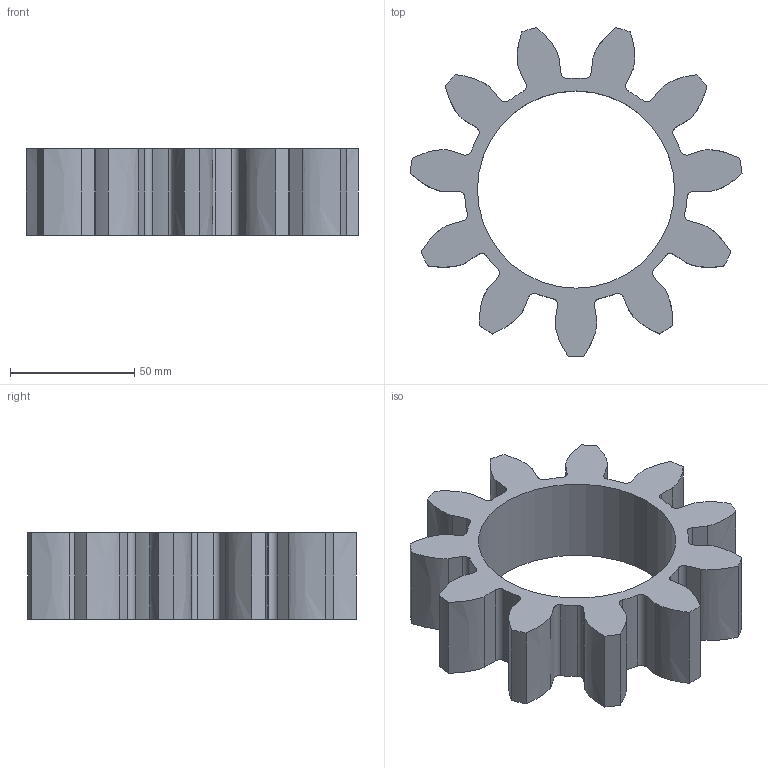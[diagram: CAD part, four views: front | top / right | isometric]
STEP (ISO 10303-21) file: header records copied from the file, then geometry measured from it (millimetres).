
FILE_DESCRIPTION(('produced by SPATIAL CORP'),'2;1');
FILE_NAME( 'pin_gear.prt.hh.sat.stp','2002-04-19T14:13:14+00:00',('SPATIAL CORP'),('SPATIAL CORP'), 'ACIS STEP Husk','http://www.spatial.com','SPATIAL CORP');
FILE_SCHEMA(('CONFIG_CONTROL_DESIGN'));
Length unit declared in the file: millimetre
Products named in the file (1): PRODUCT_ID_1
Bounding box: 133.72 x 132.42 x 35 mm (x, y, z)
Volume: 169974.4 mm3; surface area: 43050.1 mm2
Topology: 1 solids, 1 shells, 92 faces, 270 edges, 180 vertices
Faces by surface type: cylinder 46, plane 24, bspline 22
Entity records: 4275 total; most frequent: CARTESIAN_POINT 1840, ORIENTED_EDGE 540, DIRECTION 458, EDGE_CURVE 270, VERTEX_POINT 180, AXIS2_PLACEMENT_3D 162, VECTOR 134, LINE 134
